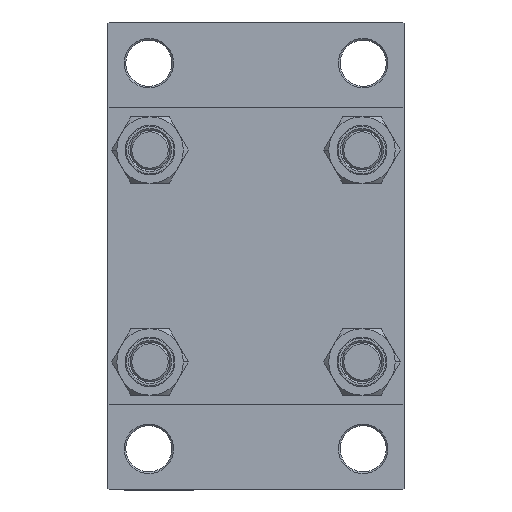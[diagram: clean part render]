
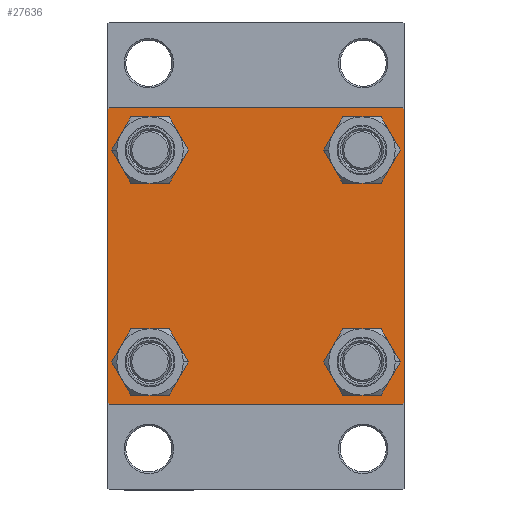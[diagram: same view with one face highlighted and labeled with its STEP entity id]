
A CAD part, left-side view. The second image highlights one B-rep face of the part: STEP entity #27636.
In plain terms, the highlighted planar face has unit normal (-1, 0, 0).
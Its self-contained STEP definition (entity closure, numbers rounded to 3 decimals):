
#84 = CARTESIAN_POINT ( 'NONE',  ( 0., -32.15, 32.15 ) ) ;
#120 = CARTESIAN_POINT ( 'NONE',  ( 0., -32.15, -32.15 ) ) ;
#171 = ORIENTED_EDGE ( 'NONE', *, *, #14532, .T. ) ;
#1143 = EDGE_CURVE ( 'NONE', #40288, #7505, #46884, .T. ) ;
#1146 = EDGE_CURVE ( 'NONE', #26954, #25130, #20118, .T. ) ;
#1302 = CARTESIAN_POINT ( 'NONE',  ( 0., 44.75, 44.75 ) ) ;
#1529 = EDGE_CURVE ( 'NONE', #29219, #30241, #32308, .T. ) ;
#2260 = CARTESIAN_POINT ( 'NONE',  ( 0., -32.15, -25.65 ) ) ;
#2416 = CARTESIAN_POINT ( 'NONE',  ( 0., 0., 0. ) ) ;
#3794 = AXIS2_PLACEMENT_3D ( 'NONE', #19038, #37632, #45521 ) ;
#4374 = EDGE_CURVE ( 'NONE', #46616, #35733, #33892, .T. ) ;
#4462 = ORIENTED_EDGE ( 'NONE', *, *, #38931, .T. ) ;
#4518 = ORIENTED_EDGE ( 'NONE', *, *, #5953, .T. ) ;
#4638 = DIRECTION ( 'NONE',  ( 0., -0.707, 0.707 ) ) ;
#5438 = EDGE_CURVE ( 'NONE', #33213, #26405, #35329, .T. ) ;
#5953 = EDGE_CURVE ( 'NONE', #30241, #29219, #27092, .T. ) ;
#6837 = VECTOR ( 'NONE', #4638, 1000. ) ;
#7013 = DIRECTION ( 'NONE',  ( 0., 0., 1. ) ) ;
#7182 = CIRCLE ( 'NONE', #33836, 6.5 ) ;
#7285 = ORIENTED_EDGE ( 'NONE', *, *, #29071, .T. ) ;
#7505 = VERTEX_POINT ( 'NONE', #43481 ) ;
#8153 = ORIENTED_EDGE ( 'NONE', *, *, #1146, .T. ) ;
#8541 = DIRECTION ( 'NONE',  ( 0., -0.707, -0.707 ) ) ;
#8736 = VERTEX_POINT ( 'NONE', #31680 ) ;
#9270 = EDGE_CURVE ( 'NONE', #19230, #40134, #18145, .T. ) ;
#9512 = EDGE_CURVE ( 'NONE', #26405, #24232, #15948, .T. ) ;
#9706 = VECTOR ( 'NONE', #46943, 1000. ) ;
#11826 = LINE ( 'NONE', #19199, #6837 ) ;
#12085 = EDGE_LOOP ( 'NONE', ( #4518, #32393 ) ) ;
#12181 = DIRECTION ( 'NONE',  ( 1., 0., 0. ) ) ;
#12362 = DIRECTION ( 'NONE',  ( 1., 0., 0. ) ) ;
#12620 = CARTESIAN_POINT ( 'NONE',  ( 0., 44.5, 45. ) ) ;
#12680 = DIRECTION ( 'NONE',  ( 0., 0., 1. ) ) ;
#12830 = ORIENTED_EDGE ( 'NONE', *, *, #36287, .T. ) ;
#13077 = CARTESIAN_POINT ( 'NONE',  ( 0., 44.75, -44.75 ) ) ;
#13300 = CARTESIAN_POINT ( 'NONE',  ( 0., -32.15, 38.65 ) ) ;
#13334 = ORIENTED_EDGE ( 'NONE', *, *, #9512, .T. ) ;
#13359 = AXIS2_PLACEMENT_3D ( 'NONE', #45126, #37248, #12680 ) ;
#14015 = LINE ( 'NONE', #32362, #9706 ) ;
#14137 = VECTOR ( 'NONE', #21010, 1000. ) ;
#14180 = VECTOR ( 'NONE', #31980, 1000. ) ;
#14421 = CARTESIAN_POINT ( 'NONE',  ( 0., -45., 45. ) ) ;
#14485 = CARTESIAN_POINT ( 'NONE',  ( 0., 45., -45. ) ) ;
#14532 = EDGE_CURVE ( 'NONE', #35733, #46616, #36748, .T. ) ;
#14564 = ORIENTED_EDGE ( 'NONE', *, *, #4374, .T. ) ;
#15948 = LINE ( 'NONE', #13077, #35511 ) ;
#16176 = AXIS2_PLACEMENT_3D ( 'NONE', #16424, #12362, #19987 ) ;
#16279 = CARTESIAN_POINT ( 'NONE',  ( 0., -45., 44.5 ) ) ;
#16424 = CARTESIAN_POINT ( 'NONE',  ( 0., 32.15, 32.15 ) ) ;
#16920 = VECTOR ( 'NONE', #36652, 1000. ) ;
#16946 = VECTOR ( 'NONE', #36876, 1000. ) ;
#17453 = CARTESIAN_POINT ( 'NONE',  ( 0., 45., 45. ) ) ;
#17907 = ORIENTED_EDGE ( 'NONE', *, *, #32008, .T. ) ;
#18145 = LINE ( 'NONE', #42952, #14137 ) ;
#18305 = LINE ( 'NONE', #14485, #16920 ) ;
#18686 = EDGE_CURVE ( 'NONE', #19875, #21670, #7182, .T. ) ;
#19038 = CARTESIAN_POINT ( 'NONE',  ( 0., -32.15, 32.15 ) ) ;
#19071 = EDGE_LOOP ( 'NONE', ( #14564, #171 ) ) ;
#19199 = CARTESIAN_POINT ( 'NONE',  ( 0., -44.75, -44.75 ) ) ;
#19230 = VERTEX_POINT ( 'NONE', #12620 ) ;
#19233 = DIRECTION ( 'NONE',  ( 1., 0., 0. ) ) ;
#19684 = CARTESIAN_POINT ( 'NONE',  ( 0., -32.15, -38.65 ) ) ;
#19875 = VERTEX_POINT ( 'NONE', #22986 ) ;
#19987 = DIRECTION ( 'NONE',  ( 0., 0., 1. ) ) ;
#20118 = CIRCLE ( 'NONE', #33044, 6.5 ) ;
#20573 = FACE_BOUND ( 'NONE', #19071, .T. ) ;
#20864 = CARTESIAN_POINT ( 'NONE',  ( 0., -44.5, 45. ) ) ;
#21010 = DIRECTION ( 'NONE',  ( 0., -1., 0. ) ) ;
#21670 = VERTEX_POINT ( 'NONE', #41351 ) ;
#22589 = DIRECTION ( 'NONE',  ( 1., 0., 0. ) ) ;
#22986 = CARTESIAN_POINT ( 'NONE',  ( 0., 32.15, -38.65 ) ) ;
#24054 = ORIENTED_EDGE ( 'NONE', *, *, #38048, .T. ) ;
#24232 = VERTEX_POINT ( 'NONE', #36643 ) ;
#24998 = AXIS2_PLACEMENT_3D ( 'NONE', #44791, #22589, #26636 ) ;
#25130 = VERTEX_POINT ( 'NONE', #44769 ) ;
#25424 = DIRECTION ( 'NONE',  ( 1., 0., 0. ) ) ;
#25520 = ORIENTED_EDGE ( 'NONE', *, *, #18686, .T. ) ;
#25845 = DIRECTION ( 'NONE',  ( 1., 0., 0. ) ) ;
#26255 = DIRECTION ( 'NONE',  ( 0., 0., 1. ) ) ;
#26295 = CARTESIAN_POINT ( 'NONE',  ( 0., 45., 44.5 ) ) ;
#26405 = VERTEX_POINT ( 'NONE', #27057 ) ;
#26636 = DIRECTION ( 'NONE',  ( 0., 0., 1. ) ) ;
#26954 = VERTEX_POINT ( 'NONE', #13300 ) ;
#27057 = CARTESIAN_POINT ( 'NONE',  ( 0., 45., -44.5 ) ) ;
#27092 = CIRCLE ( 'NONE', #33178, 6.5 ) ;
#27127 = CARTESIAN_POINT ( 'NONE',  ( 0., 32.15, 38.65 ) ) ;
#27393 = CIRCLE ( 'NONE', #3794, 6.5 ) ;
#27636 = ADVANCED_FACE ( 'NONE', ( #39176, #28905, #38708, #20573, #39419 ), #35114, .T. ) ;
#27994 = ORIENTED_EDGE ( 'NONE', *, *, #35948, .T. ) ;
#28905 = FACE_BOUND ( 'NONE', #12085, .T. ) ;
#29043 = ORIENTED_EDGE ( 'NONE', *, *, #1143, .F. ) ;
#29071 = EDGE_CURVE ( 'NONE', #40288, #40134, #14015, .T. ) ;
#29219 = VERTEX_POINT ( 'NONE', #19684 ) ;
#29833 = EDGE_LOOP ( 'NONE', ( #8153, #27994 ) ) ;
#30241 = VERTEX_POINT ( 'NONE', #2260 ) ;
#30536 = CARTESIAN_POINT ( 'NONE',  ( 0., -32.15, -32.15 ) ) ;
#31534 = DIRECTION ( 'NONE',  ( -1., 0., 0. ) ) ;
#31680 = CARTESIAN_POINT ( 'NONE',  ( 0., -44.5, -45. ) ) ;
#31980 = DIRECTION ( 'NONE',  ( 0., 0., -1. ) ) ;
#32008 = EDGE_CURVE ( 'NONE', #21670, #19875, #45578, .T. ) ;
#32308 = CIRCLE ( 'NONE', #46021, 6.5 ) ;
#32362 = CARTESIAN_POINT ( 'NONE',  ( 0., -44.75, 44.75 ) ) ;
#32393 = ORIENTED_EDGE ( 'NONE', *, *, #1529, .T. ) ;
#33044 = AXIS2_PLACEMENT_3D ( 'NONE', #84, #25845, #7013 ) ;
#33178 = AXIS2_PLACEMENT_3D ( 'NONE', #120, #25424, #35694 ) ;
#33213 = VERTEX_POINT ( 'NONE', #26295 ) ;
#33836 = AXIS2_PLACEMENT_3D ( 'NONE', #37142, #19233, #36672 ) ;
#33892 = CIRCLE ( 'NONE', #13359, 6.5 ) ;
#35114 = PLANE ( 'NONE',  #40868 ) ;
#35329 = LINE ( 'NONE', #17453, #14180 ) ;
#35511 = VECTOR ( 'NONE', #8541, 1000. ) ;
#35694 = DIRECTION ( 'NONE',  ( 0., 0., 1. ) ) ;
#35733 = VERTEX_POINT ( 'NONE', #37922 ) ;
#35948 = EDGE_CURVE ( 'NONE', #25130, #26954, #27393, .T. ) ;
#36287 = EDGE_CURVE ( 'NONE', #8736, #7505, #11826, .T. ) ;
#36643 = CARTESIAN_POINT ( 'NONE',  ( 0., 44.5, -45. ) ) ;
#36652 = DIRECTION ( 'NONE',  ( 0., -1., 0. ) ) ;
#36672 = DIRECTION ( 'NONE',  ( 0., 0., 1. ) ) ;
#36748 = CIRCLE ( 'NONE', #16176, 6.5 ) ;
#36876 = DIRECTION ( 'NONE',  ( 0., 0.707, -0.707 ) ) ;
#37142 = CARTESIAN_POINT ( 'NONE',  ( 0., 32.15, -32.15 ) ) ;
#37248 = DIRECTION ( 'NONE',  ( 1., 0., 0. ) ) ;
#37572 = LINE ( 'NONE', #1302, #16946 ) ;
#37625 = VECTOR ( 'NONE', #39705, 1000. ) ;
#37632 = DIRECTION ( 'NONE',  ( 1., 0., 0. ) ) ;
#37922 = CARTESIAN_POINT ( 'NONE',  ( 0., 32.15, 25.65 ) ) ;
#38048 = EDGE_CURVE ( 'NONE', #19230, #33213, #37572, .T. ) ;
#38196 = ORIENTED_EDGE ( 'NONE', *, *, #5438, .T. ) ;
#38708 = FACE_BOUND ( 'NONE', #46902, .T. ) ;
#38931 = EDGE_CURVE ( 'NONE', #24232, #8736, #18305, .T. ) ;
#39176 = FACE_BOUND ( 'NONE', #29833, .T. ) ;
#39419 = FACE_OUTER_BOUND ( 'NONE', #41485, .T. ) ;
#39705 = DIRECTION ( 'NONE',  ( 0., 0., -1. ) ) ;
#39977 = ORIENTED_EDGE ( 'NONE', *, *, #9270, .F. ) ;
#40134 = VERTEX_POINT ( 'NONE', #20864 ) ;
#40288 = VERTEX_POINT ( 'NONE', #16279 ) ;
#40868 = AXIS2_PLACEMENT_3D ( 'NONE', #2416, #31534, #46114 ) ;
#41351 = CARTESIAN_POINT ( 'NONE',  ( 0., 32.15, -25.65 ) ) ;
#41485 = EDGE_LOOP ( 'NONE', ( #38196, #13334, #4462, #12830, #29043, #7285, #39977, #24054 ) ) ;
#42952 = CARTESIAN_POINT ( 'NONE',  ( 0., 45., 45. ) ) ;
#43481 = CARTESIAN_POINT ( 'NONE',  ( 0., -45., -44.5 ) ) ;
#44769 = CARTESIAN_POINT ( 'NONE',  ( 0., -32.15, 25.65 ) ) ;
#44791 = CARTESIAN_POINT ( 'NONE',  ( 0., 32.15, -32.15 ) ) ;
#45126 = CARTESIAN_POINT ( 'NONE',  ( 0., 32.15, 32.15 ) ) ;
#45521 = DIRECTION ( 'NONE',  ( 0., 0., 1. ) ) ;
#45578 = CIRCLE ( 'NONE', #24998, 6.5 ) ;
#46021 = AXIS2_PLACEMENT_3D ( 'NONE', #30536, #12181, #26255 ) ;
#46114 = DIRECTION ( 'NONE',  ( 0., 0., 1. ) ) ;
#46616 = VERTEX_POINT ( 'NONE', #27127 ) ;
#46884 = LINE ( 'NONE', #14421, #37625 ) ;
#46902 = EDGE_LOOP ( 'NONE', ( #17907, #25520 ) ) ;
#46943 = DIRECTION ( 'NONE',  ( 0., 0.707, 0.707 ) ) ;
